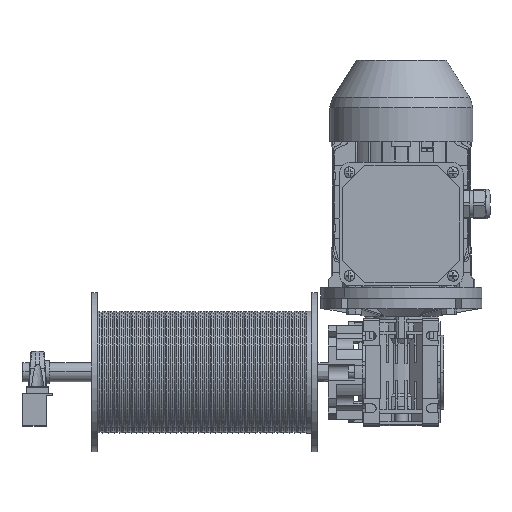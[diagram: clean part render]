
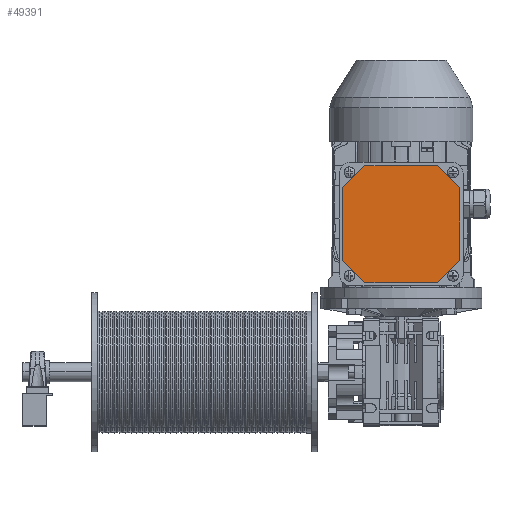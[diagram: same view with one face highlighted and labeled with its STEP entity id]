
A CAD part, top view. The second image highlights one B-rep face of the part: STEP entity #49391.
In plain terms, the highlighted free-form (B-spline) face has degree [1, 1] with [2, 2] control points.
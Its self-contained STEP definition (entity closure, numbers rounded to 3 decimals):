
#49221 = VERTEX_POINT('',#49222);
#49222 = CARTESIAN_POINT('',(1174.876,817.846,
    598.235));
#49227 = EDGE_CURVE('',#49228,#49221,#49230,.T.);
#49228 = VERTEX_POINT('',#49229);
#49229 = CARTESIAN_POINT('',(1436.228,817.846,
    598.235));
#49230 = B_SPLINE_CURVE_WITH_KNOTS('',1,(#49231,#49232),.UNSPECIFIED.,
  .F.,.F.,(2,2),(0.,193.471),.PIECEWISE_BEZIER_KNOTS.);
#49231 = CARTESIAN_POINT('',(1436.228,817.846,
    598.235));
#49232 = CARTESIAN_POINT('',(1174.876,817.846,
    598.235));
#49249 = EDGE_CURVE('',#49250,#49228,#49252,.T.);
#49250 = VERTEX_POINT('',#49251);
#49251 = CARTESIAN_POINT('',(1515.417,738.657,
    598.235));
#49252 = B_SPLINE_CURVE_WITH_KNOTS('',1,(#49253,#49254),.UNSPECIFIED.,
  .F.,.F.,(2,2),(0.,82.903),.PIECEWISE_BEZIER_KNOTS.);
#49253 = CARTESIAN_POINT('',(1515.417,738.657,
    598.235));
#49254 = CARTESIAN_POINT('',(1436.228,817.846,
    598.235));
#49271 = EDGE_CURVE('',#49272,#49250,#49274,.T.);
#49272 = VERTEX_POINT('',#49273);
#49273 = CARTESIAN_POINT('',(1515.417,477.305,
    598.235));
#49274 = B_SPLINE_CURVE_WITH_KNOTS('',1,(#49275,#49276),.UNSPECIFIED.,
  .F.,.F.,(2,2),(0.,193.471),.PIECEWISE_BEZIER_KNOTS.);
#49275 = CARTESIAN_POINT('',(1515.417,477.305,
    598.235));
#49276 = CARTESIAN_POINT('',(1515.417,738.657,
    598.235));
#49293 = EDGE_CURVE('',#49294,#49272,#49296,.T.);
#49294 = VERTEX_POINT('',#49295);
#49295 = CARTESIAN_POINT('',(1436.228,398.116,
    598.235));
#49296 = B_SPLINE_CURVE_WITH_KNOTS('',1,(#49297,#49298),.UNSPECIFIED.,
  .F.,.F.,(2,2),(0.,82.903),.PIECEWISE_BEZIER_KNOTS.);
#49297 = CARTESIAN_POINT('',(1436.228,398.116,
    598.235));
#49298 = CARTESIAN_POINT('',(1515.417,477.305,
    598.235));
#49315 = EDGE_CURVE('',#49316,#49294,#49318,.T.);
#49316 = VERTEX_POINT('',#49317);
#49317 = CARTESIAN_POINT('',(1174.876,398.116,
    598.235));
#49318 = B_SPLINE_CURVE_WITH_KNOTS('',1,(#49319,#49320),.UNSPECIFIED.,
  .F.,.F.,(2,2),(0.,193.471),.PIECEWISE_BEZIER_KNOTS.);
#49319 = CARTESIAN_POINT('',(1174.876,398.116,
    598.235));
#49320 = CARTESIAN_POINT('',(1436.228,398.116,
    598.235));
#49337 = EDGE_CURVE('',#49338,#49316,#49340,.T.);
#49338 = VERTEX_POINT('',#49339);
#49339 = CARTESIAN_POINT('',(1095.687,477.305,
    598.235));
#49340 = B_SPLINE_CURVE_WITH_KNOTS('',1,(#49341,#49342),.UNSPECIFIED.,
  .F.,.F.,(2,2),(0.,82.903),.PIECEWISE_BEZIER_KNOTS.);
#49341 = CARTESIAN_POINT('',(1095.687,477.305,
    598.235));
#49342 = CARTESIAN_POINT('',(1174.876,398.116,
    598.235));
#49359 = EDGE_CURVE('',#49360,#49338,#49362,.T.);
#49360 = VERTEX_POINT('',#49361);
#49361 = CARTESIAN_POINT('',(1095.687,738.657,
    598.235));
#49362 = B_SPLINE_CURVE_WITH_KNOTS('',1,(#49363,#49364),.UNSPECIFIED.,
  .F.,.F.,(2,2),(0.,193.471),.PIECEWISE_BEZIER_KNOTS.);
#49363 = CARTESIAN_POINT('',(1095.687,738.657,
    598.235));
#49364 = CARTESIAN_POINT('',(1095.687,477.305,
    598.235));
#49381 = EDGE_CURVE('',#49221,#49360,#49382,.T.);
#49382 = B_SPLINE_CURVE_WITH_KNOTS('',1,(#49383,#49384),.UNSPECIFIED.,
  .F.,.F.,(2,2),(0.,82.903),.PIECEWISE_BEZIER_KNOTS.);
#49383 = CARTESIAN_POINT('',(1174.876,817.846,
    598.235));
#49384 = CARTESIAN_POINT('',(1095.687,738.657,
    598.235));
#49391 = ADVANCED_FACE('',(#49392),#49402,.T.);
#49392 = FACE_BOUND('',#49393,.T.);
#49393 = EDGE_LOOP('',(#49394,#49395,#49396,#49397,#49398,#49399,#49400,
    #49401));
#49394 = ORIENTED_EDGE('',*,*,#49249,.T.);
#49395 = ORIENTED_EDGE('',*,*,#49227,.T.);
#49396 = ORIENTED_EDGE('',*,*,#49381,.T.);
#49397 = ORIENTED_EDGE('',*,*,#49359,.T.);
#49398 = ORIENTED_EDGE('',*,*,#49337,.T.);
#49399 = ORIENTED_EDGE('',*,*,#49315,.T.);
#49400 = ORIENTED_EDGE('',*,*,#49293,.T.);
#49401 = ORIENTED_EDGE('',*,*,#49271,.T.);
#49402 = B_SPLINE_SURFACE_WITH_KNOTS('',1,1,(
    (#49403,#49404)
    ,(#49405,#49406
    )),.UNSPECIFIED.,.F.,.F.,.F.,(2,2),(2,2),(-155.357,
    155.357),(-155.357,155.357),
  .PIECEWISE_BEZIER_KNOTS.);
#49403 = CARTESIAN_POINT('',(1095.687,817.846,
    598.235));
#49404 = CARTESIAN_POINT('',(1515.417,817.846,
    598.235));
#49405 = CARTESIAN_POINT('',(1095.687,398.116,
    598.235));
#49406 = CARTESIAN_POINT('',(1515.417,398.116,
    598.235));
